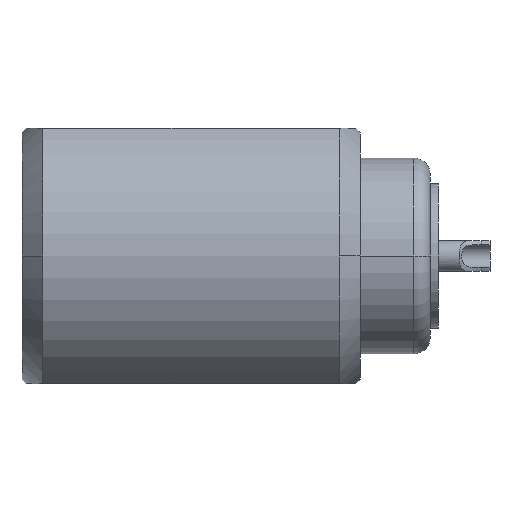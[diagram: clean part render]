
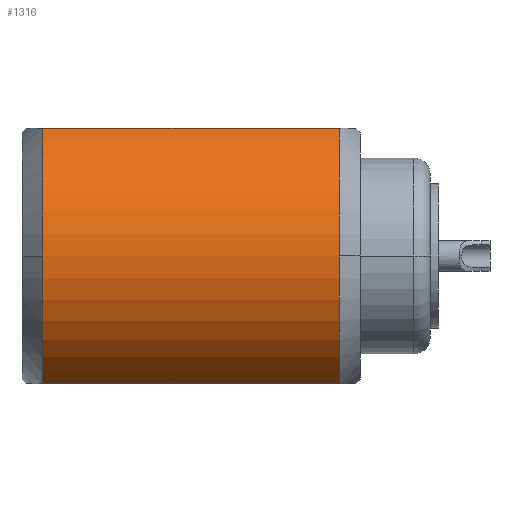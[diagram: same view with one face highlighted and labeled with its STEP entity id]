
A CAD part, front view. The second image highlights one B-rep face of the part: STEP entity #1316.
In plain terms, the highlighted cylindrical face has radius 7 mm (diameter 14 mm), a partial arc.
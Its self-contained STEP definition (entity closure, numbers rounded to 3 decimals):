
#230=CARTESIAN_POINT('',(0.,0.,0.));
#231=DIRECTION('',(-1.,0.,0.));
#232=DIRECTION('',(0.,-1.,0.));
#233=AXIS2_PLACEMENT_3D('',#230,#231,#232);
#235=CARTESIAN_POINT('',(0.,0.,0.));
#236=DIRECTION('',(-1.,0.,0.));
#237=DIRECTION('',(0.,-0.464,-0.886));
#238=AXIS2_PLACEMENT_3D('',#235,#236,#237);
#240=DIRECTION('',(1.,0.,0.));
#241=VECTOR('',#240,14.4);
#242=CARTESIAN_POINT('',(-14.4,-3.25,-6.2));
#243=LINE('',#242,#241);
#244=DIRECTION('',(1.,0.,0.));
#245=VECTOR('',#244,14.4);
#246=CARTESIAN_POINT('',(-14.4,-3.25,6.2));
#247=LINE('',#246,#245);
#257=CARTESIAN_POINT('',(-14.4,0.,0.));
#258=DIRECTION('',(1.,0.,0.));
#259=DIRECTION('',(0.,-0.464,0.886));
#260=AXIS2_PLACEMENT_3D('',#257,#258,#259);
#302=CARTESIAN_POINT('',(-14.4,0.,0.));
#303=DIRECTION('',(-1.,0.,0.));
#304=DIRECTION('',(0.,-0.464,-0.886));
#305=AXIS2_PLACEMENT_3D('',#302,#303,#304);
#804=CARTESIAN_POINT('',(-14.4,-7.,0.));
#806=VERTEX_POINT('',#804);
#812=CARTESIAN_POINT('',(-14.4,-3.25,6.2));
#813=CARTESIAN_POINT('',(0.,-3.25,6.2));
#814=VERTEX_POINT('',#812);
#815=VERTEX_POINT('',#813);
#816=CARTESIAN_POINT('',(-14.4,-3.25,-6.2));
#817=CARTESIAN_POINT('',(0.,-3.25,-6.2));
#818=VERTEX_POINT('',#816);
#819=VERTEX_POINT('',#817);
#840=CARTESIAN_POINT('',(0.,-7.,
0.));
#841=VERTEX_POINT('',#840);
#1299=CARTESIAN_POINT('',(-16.39,0.,0.));
#1300=DIRECTION('',(1.,0.,0.));
#1301=DIRECTION('',(0.,-1.,0.));
#1302=AXIS2_PLACEMENT_3D('',#1299,#1300,#1301);
#1303=CYLINDRICAL_SURFACE('',#1302,7.);
#1305=ORIENTED_EDGE('',*,*,#1304,.F.);
#1306=ORIENTED_EDGE('',*,*,#1233,.F.);
#1307=ORIENTED_EDGE('',*,*,#1257,.F.);
#1309=ORIENTED_EDGE('',*,*,#1308,.T.);
#1311=ORIENTED_EDGE('',*,*,#1310,.F.);
#1313=ORIENTED_EDGE('',*,*,#1312,.T.);
#1314=EDGE_LOOP('',(#1305,#1306,#1307,#1309,#1311,#1313));
#1315=FACE_OUTER_BOUND('',#1314,.F.);
#234=CIRCLE('',#233,7.);
#239=CIRCLE('',#238,7.);
#261=CIRCLE('',#260,7.);
#306=CIRCLE('',#305,7.);
#1233=EDGE_CURVE('',#819,#841,#239,.T.);
#1257=EDGE_CURVE('',#818,#819,#243,.T.);
#1304=EDGE_CURVE('',#841,#815,#234,.T.);
#1308=EDGE_CURVE('',#818,#806,#306,.T.);
#1310=EDGE_CURVE('',#814,#806,#261,.T.);
#1312=EDGE_CURVE('',#814,#815,#247,.T.);
#1316=ADVANCED_FACE('',(#1315),#1303,.T.);
